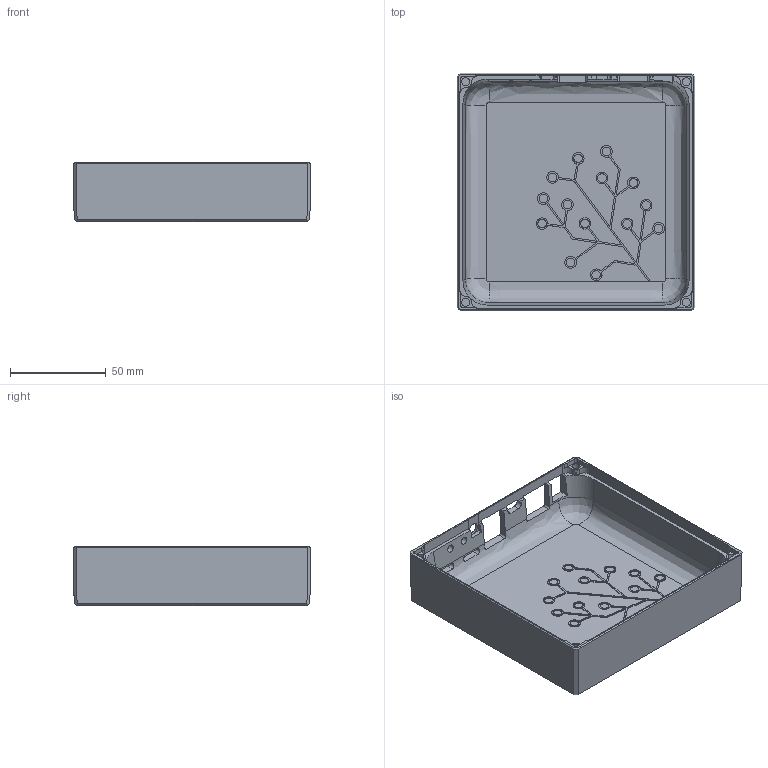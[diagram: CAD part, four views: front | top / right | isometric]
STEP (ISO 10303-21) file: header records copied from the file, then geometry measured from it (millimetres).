
FILE_DESCRIPTION(('FreeCAD Model'),'2;1');
FILE_NAME('Open CASCADE Shape Model','2022-10-14T10:28:51',(''),(''), 'Open CASCADE STEP processor 7.5','FreeCAD','Unknown');
FILE_SCHEMA(('AUTOMOTIVE_DESIGN { 1 0 10303 214 1 1 1 1 }'));
Length unit declared in the file: millimetre
Products named in the file (1): Cut
Bounding box: 123.98 x 123.98 x 31 mm (x, y, z)
Volume: 89088.1 mm3; surface area: 55601.8 mm2
Topology: 1 solids, 1 shells, 295 faces, 829 edges, 549 vertices
Faces by surface type: plane 158, cone 86, cylinder 37, bspline 14
Full cylindrical faces by diameter (mm): 4.2 x4
Entity records: 10723 total; most frequent: CARTESIAN_POINT 3287, ORIENTED_EDGE 1658, DIRECTION 1415, EDGE_CURVE 829, VERTEX_POINT 552, LINE 475, VECTOR 475, AXIS2_PLACEMENT_3D 470
